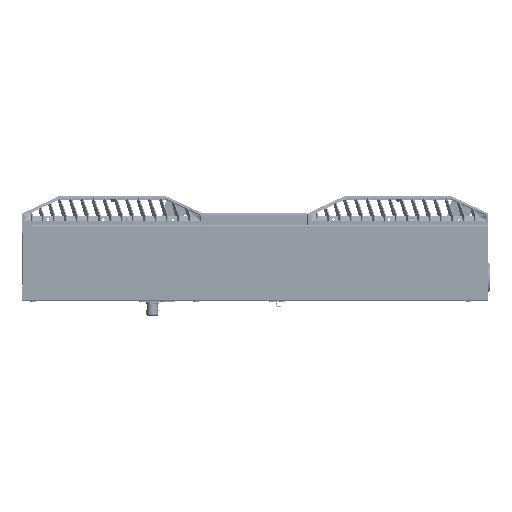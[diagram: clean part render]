
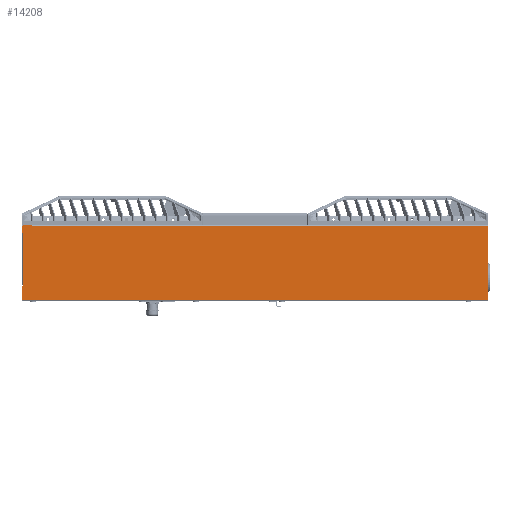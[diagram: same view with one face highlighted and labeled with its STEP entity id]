
A CAD part, left-side view. The second image highlights one B-rep face of the part: STEP entity #14208.
In plain terms, the highlighted planar face has unit normal (-1, 0, 0).
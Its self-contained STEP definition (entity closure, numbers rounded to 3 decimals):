
#4082=CARTESIAN_POINT('',(-152.5,949.,2.));
#4084=DIRECTION('',(0.,-1.,0.));
#4085=VECTOR('',#4084,949.);
#4086=CARTESIAN_POINT('',(-152.5,949.,2.));
#4087=LINE('',#4086,#4085);
#4088=DIRECTION('',(0.,0.866,0.5));
#4089=VECTOR('',#4088,2.309);
#4090=CARTESIAN_POINT('',(-152.5,947.,138.));
#4091=LINE('',#4090,#4089);
#4092=DIRECTION('',(0.,0.,1.));
#4093=VECTOR('',#4092,13.845);
#4094=CARTESIAN_POINT('',(-152.5,949.,139.155));
#4095=LINE('',#4094,#4093);
#4096=CARTESIAN_POINT('',(-152.5,949.,153.));
#4097=CARTESIAN_POINT('',(-152.5,948.971,153.305));
#4098=CARTESIAN_POINT('',(-152.5,948.776,153.776));
#4099=CARTESIAN_POINT('',(-152.5,948.305,153.971));
#4100=CARTESIAN_POINT('',(-152.5,948.,154.));
#4102=DIRECTION('',(0.,0.,1.));
#4103=VECTOR('',#4102,28.845);
#4104=CARTESIAN_POINT('',(-152.5,949.,2.));
#4105=LINE('',#4104,#4103);
#4106=DIRECTION('',(0.,-0.866,0.5));
#4107=VECTOR('',#4106,2.309);
#4108=CARTESIAN_POINT('',(-152.5,949.,30.845));
#4109=LINE('',#4108,#4107);
#4124=DIRECTION('',(0.,0.,-1.));
#4125=VECTOR('',#4124,106.);
#4126=CARTESIAN_POINT('',(-152.5,947.,138.));
#4127=LINE('',#4126,#4125);
#4261=DIRECTION('',(0.,0.,1.));
#4262=VECTOR('',#4261,151.);
#4263=CARTESIAN_POINT('',(-152.5,0.,2.));
#4264=LINE('',#4263,#4262);
#4291=DIRECTION('',(0.,1.,0.));
#4292=VECTOR('',#4291,930.);
#4293=CARTESIAN_POINT('',(-152.5,0.,153.));
#4294=LINE('',#4293,#4292);
#4303=DIRECTION('',(0.,0.,1.));
#4304=VECTOR('',#4303,1.);
#4305=CARTESIAN_POINT('',(-152.5,930.,153.));
#4306=LINE('',#4305,#4304);
#4307=DIRECTION('',(0.,1.,0.));
#4308=VECTOR('',#4307,18.);
#4309=CARTESIAN_POINT('',(-152.5,930.,154.));
#4310=LINE('',#4309,#4308);
#8823=VERTEX_POINT('',#4082);
#8825=CARTESIAN_POINT('',(-152.5,0.,2.));
#8826=VERTEX_POINT('',#8825);
#8827=CARTESIAN_POINT('',(-152.5,947.,138.));
#8828=CARTESIAN_POINT('',(-152.5,949.,139.155));
#8829=VERTEX_POINT('',#8827);
#8830=VERTEX_POINT('',#8828);
#8831=CARTESIAN_POINT('',(-152.5,949.,153.));
#8832=VERTEX_POINT('',#8831);
#8833=VERTEX_POINT('',#4100);
#8834=CARTESIAN_POINT('',(-152.5,930.,154.));
#8835=VERTEX_POINT('',#8834);
#8836=CARTESIAN_POINT('',(-152.5,930.,153.));
#8837=VERTEX_POINT('',#8836);
#8838=CARTESIAN_POINT('',(-152.5,0.,153.));
#8839=VERTEX_POINT('',#8838);
#8840=CARTESIAN_POINT('',(-152.5,949.,30.845));
#8841=VERTEX_POINT('',#8840);
#8842=CARTESIAN_POINT('',(-152.5,947.,32.));
#8843=VERTEX_POINT('',#8842);
#14180=CARTESIAN_POINT('',(-152.5,0.,171.));
#14181=DIRECTION('',(-1.,0.,0.));
#14182=DIRECTION('',(0.,0.,-1.));
#14183=AXIS2_PLACEMENT_3D('',#14180,#14181,#14182);
#14184=PLANE('',#14183);
#14186=ORIENTED_EDGE('',*,*,#14185,.T.);
#14188=ORIENTED_EDGE('',*,*,#14187,.T.);
#14190=ORIENTED_EDGE('',*,*,#14189,.T.);
#14192=ORIENTED_EDGE('',*,*,#14191,.F.);
#14194=ORIENTED_EDGE('',*,*,#14193,.F.);
#14196=ORIENTED_EDGE('',*,*,#14195,.F.);
#14198=ORIENTED_EDGE('',*,*,#14197,.F.);
#14199=ORIENTED_EDGE('',*,*,#14173,.F.);
#14201=ORIENTED_EDGE('',*,*,#14200,.T.);
#14203=ORIENTED_EDGE('',*,*,#14202,.T.);
#14205=ORIENTED_EDGE('',*,*,#14204,.F.);
#14206=EDGE_LOOP('',(#14186,#14188,#14190,#14192,#14194,#14196,#14198,#14199,
#14201,#14203,#14205));
#14207=FACE_OUTER_BOUND('',#14206,.F.);
#14208=ADVANCED_FACE('',(#14207),#14184,.T.);
#4101=B_SPLINE_CURVE_WITH_KNOTS('',3,(#4096,#4097,#4098,#4099,#4100),
.UNSPECIFIED.,.F.,.F.,(4,1,4),(0.,0.5,1.),.UNSPECIFIED.);
#14173=EDGE_CURVE('',#8823,#8826,#4087,.T.);
#14185=EDGE_CURVE('',#8829,#8830,#4091,.T.);
#14187=EDGE_CURVE('',#8830,#8832,#4095,.T.);
#14189=EDGE_CURVE('',#8832,#8833,#4101,.T.);
#14191=EDGE_CURVE('',#8835,#8833,#4310,.T.);
#14193=EDGE_CURVE('',#8837,#8835,#4306,.T.);
#14195=EDGE_CURVE('',#8839,#8837,#4294,.T.);
#14197=EDGE_CURVE('',#8826,#8839,#4264,.T.);
#14200=EDGE_CURVE('',#8823,#8841,#4105,.T.);
#14202=EDGE_CURVE('',#8841,#8843,#4109,.T.);
#14204=EDGE_CURVE('',#8829,#8843,#4127,.T.);
